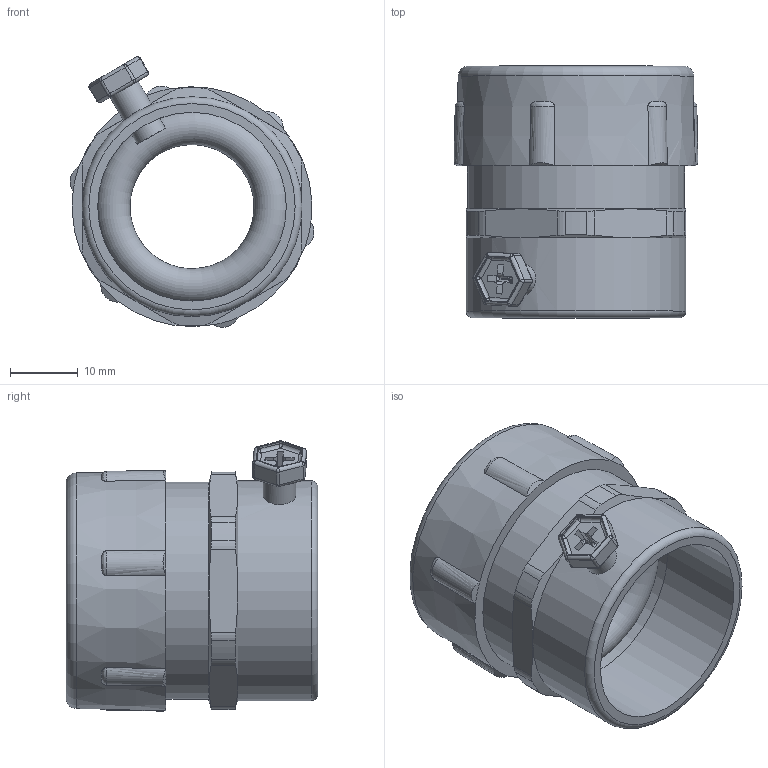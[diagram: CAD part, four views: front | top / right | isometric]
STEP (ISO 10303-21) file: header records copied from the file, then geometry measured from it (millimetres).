
FILE_DESCRIPTION(/* description */ (''),/* implementation_level */ '2;1');
FILE_NAME(/* name */ 'МТ-20.stp',/* time_stamp */ '2021-06-07T16:27:38+07:00',/* author */ ('zeta-09'),/* organization */ (''),/* preprocessor_version */ 'ST-DEVELOPER v18.1',/* originating_system */ 'Autodesk Inventor 2021',/* authorisation */ '');
FILE_SCHEMA (('AUTOMOTIVE_DESIGN { 1 0 10303 214 3 1 1 }'));
Length unit declared in the file: millimetre
Products named in the file (1): МТ-20
Bounding box: 35.96 x 37.1 x 39.84 mm (x, y, z)
Volume: 10169.7 mm3; surface area: 15405.2 mm2
Topology: 9 solids, 9 shells, 207 faces, 514 edges, 326 vertices
Faces by surface type: cylinder 81, plane 49, bspline 33, cone 20, sphere 18, torus 6
Full cylindrical faces by diameter (mm): 4.8 x2, 18.3 x1, 19.1 x1, 26.7 x1, 27.8 x2, 28.2 x1, 28.6 x1, 29.1 x1, 30.7 x1, 31.5 x1, 32 x1, 32.4 x1
Entity records: 7565 total; most frequent: CARTESIAN_POINT 2459, ORIENTED_EDGE 1030, DIRECTION 990, EDGE_CURVE 515, AXIS2_PLACEMENT_3D 400, VERTEX_POINT 331, EDGE_LOOP 218, STYLED_ITEM 216
